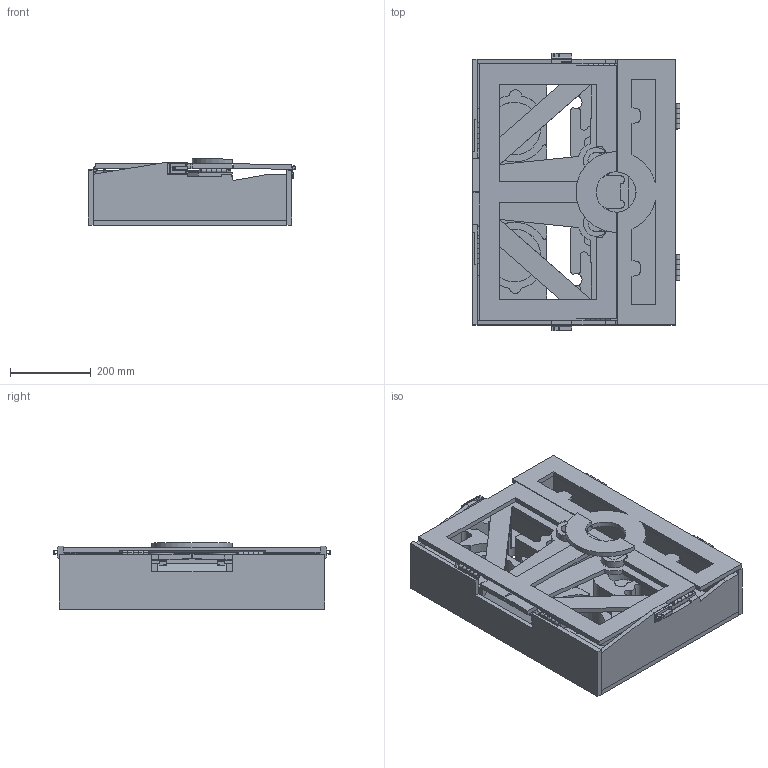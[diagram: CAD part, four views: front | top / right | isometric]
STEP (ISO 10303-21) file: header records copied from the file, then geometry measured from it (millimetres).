
FILE_DESCRIPTION(/* description */ (''),/* implementation_level */ '2;1');
FILE_NAME(/* name */ 'Whole system closed.step',/* time_stamp */ '2024-06-10T12:21:57+02:00',/* author */ (''),/* organization */ (''),/* preprocessor_version */ 'ST-DEVELOPER v20',/* originating_system */ 'Autodesk Translation Framework v13.14.0.145',/* authorisation */ '');
FILE_SCHEMA (('AUTOMOTIVE_DESIGN { 1 0 10303 214 3 1 1 }'));
Length unit declared in the file: millimetre
Products named in the file (24): Assembly 3 (assembled); Side walls; Back wall; Cover; Base; Box 2; front wall; Lid small; big hinge; big hinge_1; final foam; foam v14; New side flap (left) v18; New side flap (right) v14; 24mm clip; long latch; short latch; big hinge_2; big hinge_3; big hinge_4; big hinge_5; Component1; Pin; Component3
Assembly tree (41 placements, depth 4):
  Assembly 3 (assembled)
    Side walls
    Back wall
    Cover
    Base
    Box 2
      front wall
        Lid small
      big hinge
        Component1
        Pin
        Component3
      big hinge_1
        Component1
        Pin
        Component3
    final foam
      foam v14
    New side flap (left) v18
    New side flap (right) v14
    24mm clip  x2
    long latch  x2
    short latch  x2
    big hinge_2
      Component1
      Pin
      Component3
    big hinge_3
      Component1
      Pin
      Component3
    big hinge_4
      Component1
      Pin
      Component3
    big hinge_5
      Component1
      Pin
      Component3
Bounding box: 514 x 688 x 163.99 mm (x, y, z)
Volume: 19702954.1 mm3; surface area: 2740222.4 mm2
Topology: 35 solids, 35 shells, 778 faces, 2193 edges, 1446 vertices
Faces by surface type: plane 507, cylinder 235, bspline 36
Full cylindrical faces by diameter (mm): 3 x12, 4 x36, 7.5 x6, 8 x16
Entity records: 17755 total; most frequent: CARTESIAN_POINT 3579, ORIENTED_EDGE 2864, DIRECTION 2766, EDGE_CURVE 1432, LINE 1048, VECTOR 1048, VERTEX_POINT 952, AXIS2_PLACEMENT_3D 859
